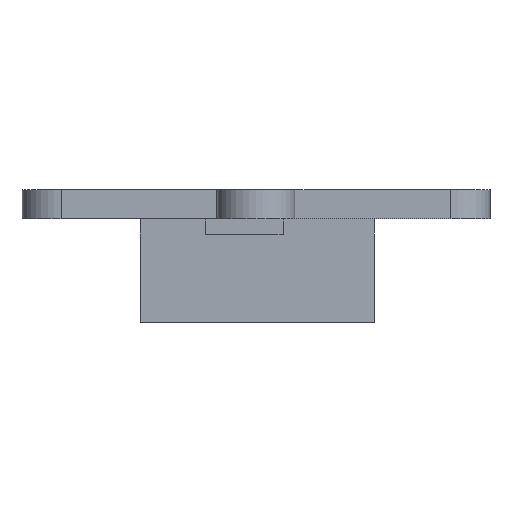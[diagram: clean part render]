
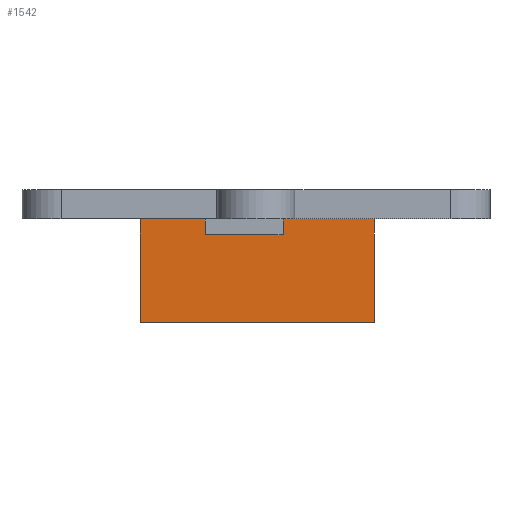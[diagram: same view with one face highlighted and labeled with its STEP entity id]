
A CAD part, front view. The second image highlights one B-rep face of the part: STEP entity #1542.
In plain terms, the highlighted face is planar.
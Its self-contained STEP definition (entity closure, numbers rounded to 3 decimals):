
#73 = DIRECTION ( 'NONE',  ( 0., 0., -1. ) ) ;
#228 = FACE_OUTER_BOUND ( 'NONE', #1931, .T. ) ;
#248 = CARTESIAN_POINT ( 'NONE',  ( 9.25, 6.05, -6. ) ) ;
#568 = LINE ( 'NONE', #2759, #1603 ) ;
#647 = VECTOR ( 'NONE', #73, 1000. ) ;
#689 = VERTEX_POINT ( 'NONE', #1979 ) ;
#810 = LINE ( 'NONE', #1040, #647 ) ;
#818 = EDGE_CURVE ( 'NONE', #2331, #880, #2011, .T. ) ;
#826 = ORIENTED_EDGE ( 'NONE', *, *, #1946, .F. ) ;
#832 = CARTESIAN_POINT ( 'NONE',  ( 9.25, 0.75, -6. ) ) ;
#880 = VERTEX_POINT ( 'NONE', #832 ) ;
#929 = VERTEX_POINT ( 'NONE', #3025 ) ;
#1005 = EDGE_CURVE ( 'NONE', #929, #880, #1663, .T. ) ;
#1040 = CARTESIAN_POINT ( 'NONE',  ( 9.25, 6.05, -6. ) ) ;
#1171 = DIRECTION ( 'NONE',  ( 0., 0., -1. ) ) ;
#1295 = ORIENTED_EDGE ( 'NONE', *, *, #818, .F. ) ;
#1303 = VECTOR ( 'NONE', #1171, 1000. ) ;
#1542 = ADVANCED_FACE ( 'NONE', ( #228 ), #1629, .F. ) ;
#1551 = VECTOR ( 'NONE', #2054, 1000. ) ;
#1603 = VECTOR ( 'NONE', #2996, 1000. ) ;
#1629 = PLANE ( 'NONE',  #1964 ) ;
#1663 = LINE ( 'NONE', #2622, #1303 ) ;
#1931 = EDGE_LOOP ( 'NONE', ( #1295, #2668, #826, #2288 ) ) ;
#1946 = EDGE_CURVE ( 'NONE', #929, #689, #568, .T. ) ;
#1964 = AXIS2_PLACEMENT_3D ( 'NONE', #248, #3081, #2153 ) ;
#1979 = CARTESIAN_POINT ( 'NONE',  ( 9.25, 6.05, 6. ) ) ;
#2011 = LINE ( 'NONE', #2222, #1551 ) ;
#2054 = DIRECTION ( 'NONE',  ( 0., -1., 0. ) ) ;
#2153 = DIRECTION ( 'NONE',  ( 0., 0., 1. ) ) ;
#2222 = CARTESIAN_POINT ( 'NONE',  ( 9.25, 6.05, -6. ) ) ;
#2288 = ORIENTED_EDGE ( 'NONE', *, *, #1005, .T. ) ;
#2331 = VERTEX_POINT ( 'NONE', #2908 ) ;
#2622 = CARTESIAN_POINT ( 'NONE',  ( 9.25, 0.75, 0. ) ) ;
#2668 = ORIENTED_EDGE ( 'NONE', *, *, #3043, .F. ) ;
#2759 = CARTESIAN_POINT ( 'NONE',  ( 9.25, 6.05, 6. ) ) ;
#2908 = CARTESIAN_POINT ( 'NONE',  ( 9.25, 6.05, -6. ) ) ;
#2996 = DIRECTION ( 'NONE',  ( 0., 1., 0. ) ) ;
#3025 = CARTESIAN_POINT ( 'NONE',  ( 9.25, 0.75, 6. ) ) ;
#3043 = EDGE_CURVE ( 'NONE', #689, #2331, #810, .T. ) ;
#3081 = DIRECTION ( 'NONE',  ( -1., 0., 0. ) ) ;
